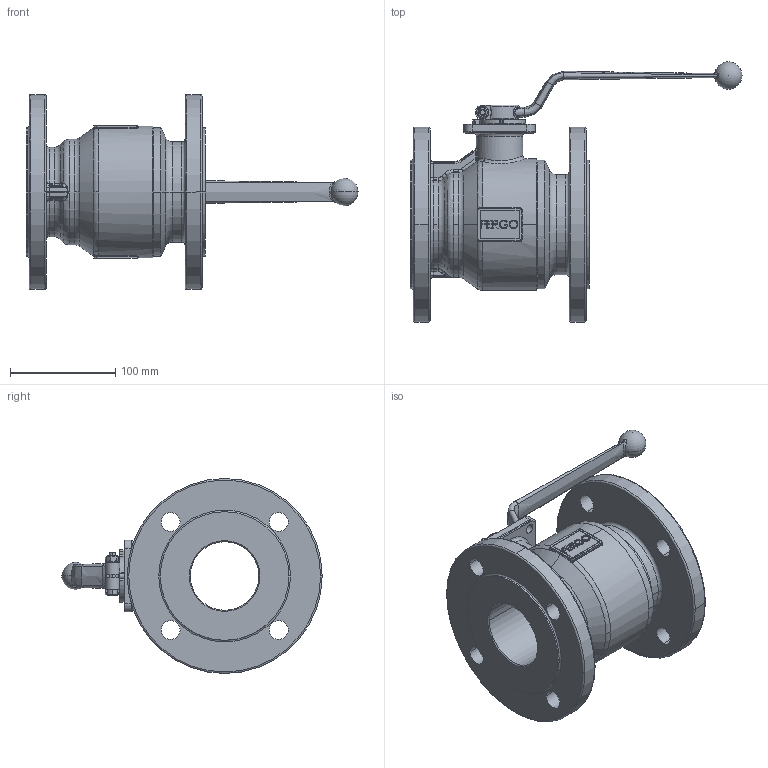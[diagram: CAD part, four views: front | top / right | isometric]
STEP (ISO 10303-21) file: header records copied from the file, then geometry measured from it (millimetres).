
FILE_DESCRIPTION (( 'STEP AP214' ), '1' );
FILE_NAME ('KH121-kugelhahn-DN65-PN16-Handhebel-Fergo.STEP', '2022-10-26T11:34:14', ( '' ), ( '' ), 'SwSTEP 2.0', 'SolidWorks 2022', '' );
FILE_SCHEMA (( 'AUTOMOTIVE_DESIGN' ));
Length unit declared in the file: millimetre
Products named in the file (1): KH121-kugelhahn-DN65-PN16-Handhebel-Fergo
Bounding box: 315 x 246.98 x 185 mm (x, y, z)
Volume: 1780093 mm3; surface area: 235541.4 mm2
Topology: 1 solids, 1 shells, 871 faces, 2314 edges, 1470 vertices
Faces by surface type: bspline 267, plane 235, cylinder 207, torus 82, cone 68, sphere 12
Entity records: 41654 total; most frequent: CARTESIAN_POINT 22086, ORIENTED_EDGE 4602, DIRECTION 3244, EDGE_CURVE 2301, VERTEX_POINT 1467, AXIS2_PLACEMENT_3D 1206, EDGE_LOOP 960, ADVANCED_FACE 871
